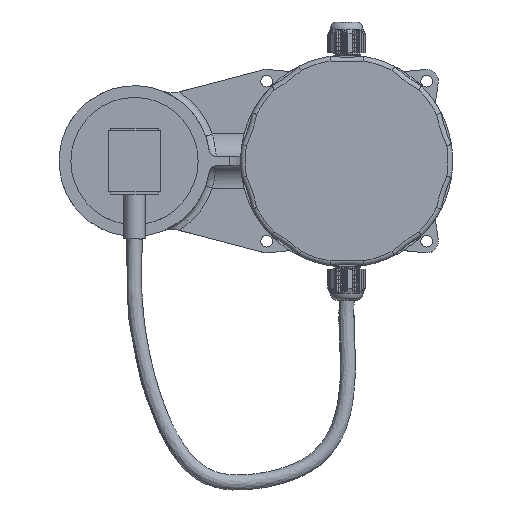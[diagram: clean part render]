
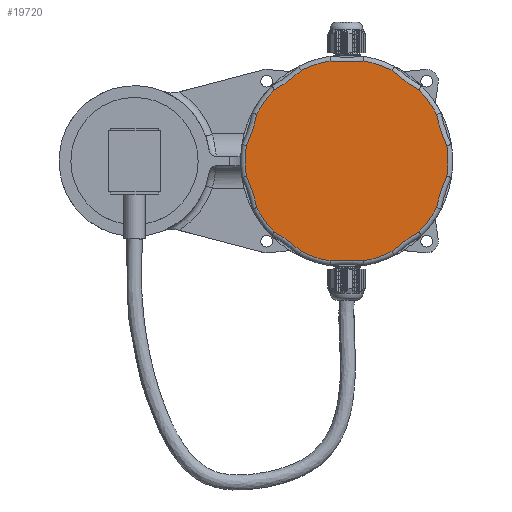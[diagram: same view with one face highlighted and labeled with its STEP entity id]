
A CAD part, top view. The second image highlights one B-rep face of the part: STEP entity #19720.
In plain terms, the highlighted planar face has unit normal (0, 0, 1).
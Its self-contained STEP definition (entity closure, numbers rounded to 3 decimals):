
#663=PLANE('',#21041);
#1375=FACE_OUTER_BOUND('',#2559,.T.);
#2559=EDGE_LOOP('',(#13876,#13877,#13878,#13879,#13880,#13881,#13882,#13883,
#13884,#13885,#13886,#13887,#13888,#13889,#13890,#13891,#13892,#13893,#13894,
#13895));
#3667=CIRCLE('',#20971,43.);
#3669=CIRCLE('',#20974,58.);
#3671=CIRCLE('',#20977,43.);
#3674=CIRCLE('',#20981,58.);
#3676=CIRCLE('',#20984,43.);
#3678=CIRCLE('',#20987,58.);
#3680=CIRCLE('',#20990,43.);
#3682=CIRCLE('',#20993,58.);
#3684=CIRCLE('',#20996,43.);
#3687=CIRCLE('',#21000,58.);
#3689=CIRCLE('',#21003,43.);
#3691=CIRCLE('',#21006,58.);
#3693=CIRCLE('',#21009,43.);
#3695=CIRCLE('',#21012,58.);
#3697=CIRCLE('',#21015,43.);
#3699=CIRCLE('',#21018,58.);
#3701=CIRCLE('',#21021,43.);
#3703=CIRCLE('',#21024,58.);
#3705=CIRCLE('',#21027,43.);
#3707=CIRCLE('',#21030,58.);
#8170=VERTEX_POINT('',#34017);
#8171=VERTEX_POINT('',#34018);
#8174=VERTEX_POINT('',#34052);
#8176=VERTEX_POINT('',#34071);
#8179=VERTEX_POINT('',#34092);
#8181=VERTEX_POINT('',#34111);
#8183=VERTEX_POINT('',#34130);
#8185=VERTEX_POINT('',#34149);
#8187=VERTEX_POINT('',#34168);
#8189=VERTEX_POINT('',#34187);
#8192=VERTEX_POINT('',#34208);
#8194=VERTEX_POINT('',#34227);
#8196=VERTEX_POINT('',#34246);
#8198=VERTEX_POINT('',#34265);
#8200=VERTEX_POINT('',#34284);
#8202=VERTEX_POINT('',#34303);
#8204=VERTEX_POINT('',#34322);
#8206=VERTEX_POINT('',#34341);
#8208=VERTEX_POINT('',#34360);
#8210=VERTEX_POINT('',#34379);
#10305=EDGE_CURVE('',#8170,#8171,#3667,.T.);
#10309=EDGE_CURVE('',#8171,#8174,#3669,.T.);
#10312=EDGE_CURVE('',#8174,#8176,#3671,.T.);
#10316=EDGE_CURVE('',#8176,#8179,#3674,.T.);
#10319=EDGE_CURVE('',#8179,#8181,#3676,.T.);
#10322=EDGE_CURVE('',#8181,#8183,#3678,.T.);
#10325=EDGE_CURVE('',#8183,#8185,#3680,.T.);
#10328=EDGE_CURVE('',#8185,#8187,#3682,.T.);
#10331=EDGE_CURVE('',#8187,#8189,#3684,.T.);
#10335=EDGE_CURVE('',#8189,#8192,#3687,.T.);
#10338=EDGE_CURVE('',#8192,#8194,#3689,.T.);
#10341=EDGE_CURVE('',#8194,#8196,#3691,.T.);
#10344=EDGE_CURVE('',#8196,#8198,#3693,.T.);
#10347=EDGE_CURVE('',#8198,#8200,#3695,.T.);
#10350=EDGE_CURVE('',#8200,#8202,#3697,.T.);
#10353=EDGE_CURVE('',#8202,#8204,#3699,.T.);
#10356=EDGE_CURVE('',#8204,#8206,#3701,.T.);
#10359=EDGE_CURVE('',#8206,#8208,#3703,.T.);
#10362=EDGE_CURVE('',#8208,#8210,#3705,.T.);
#10365=EDGE_CURVE('',#8210,#8170,#3707,.T.);
#13876=ORIENTED_EDGE('',*,*,#10305,.F.);
#13877=ORIENTED_EDGE('',*,*,#10365,.F.);
#13878=ORIENTED_EDGE('',*,*,#10362,.F.);
#13879=ORIENTED_EDGE('',*,*,#10359,.F.);
#13880=ORIENTED_EDGE('',*,*,#10356,.F.);
#13881=ORIENTED_EDGE('',*,*,#10353,.F.);
#13882=ORIENTED_EDGE('',*,*,#10350,.F.);
#13883=ORIENTED_EDGE('',*,*,#10347,.F.);
#13884=ORIENTED_EDGE('',*,*,#10344,.F.);
#13885=ORIENTED_EDGE('',*,*,#10341,.F.);
#13886=ORIENTED_EDGE('',*,*,#10338,.F.);
#13887=ORIENTED_EDGE('',*,*,#10335,.F.);
#13888=ORIENTED_EDGE('',*,*,#10331,.F.);
#13889=ORIENTED_EDGE('',*,*,#10328,.F.);
#13890=ORIENTED_EDGE('',*,*,#10325,.F.);
#13891=ORIENTED_EDGE('',*,*,#10322,.F.);
#13892=ORIENTED_EDGE('',*,*,#10319,.F.);
#13893=ORIENTED_EDGE('',*,*,#10316,.F.);
#13894=ORIENTED_EDGE('',*,*,#10312,.F.);
#13895=ORIENTED_EDGE('',*,*,#10309,.F.);
#19720=ADVANCED_FACE('',(#1375),#663,.T.);
#20971=AXIS2_PLACEMENT_3D('',#34019,#23354,#23355);
#20974=AXIS2_PLACEMENT_3D('',#34053,#23360,#23361);
#20977=AXIS2_PLACEMENT_3D('',#34072,#23366,#23367);
#20981=AXIS2_PLACEMENT_3D('',#34093,#23374,#23375);
#20984=AXIS2_PLACEMENT_3D('',#34112,#23380,#23381);
#20987=AXIS2_PLACEMENT_3D('',#34131,#23386,#23387);
#20990=AXIS2_PLACEMENT_3D('',#34150,#23392,#23393);
#20993=AXIS2_PLACEMENT_3D('',#34169,#23398,#23399);
#20996=AXIS2_PLACEMENT_3D('',#34188,#23404,#23405);
#21000=AXIS2_PLACEMENT_3D('',#34209,#23412,#23413);
#21003=AXIS2_PLACEMENT_3D('',#34228,#23418,#23419);
#21006=AXIS2_PLACEMENT_3D('',#34247,#23424,#23425);
#21009=AXIS2_PLACEMENT_3D('',#34266,#23430,#23431);
#21012=AXIS2_PLACEMENT_3D('',#34285,#23436,#23437);
#21015=AXIS2_PLACEMENT_3D('',#34304,#23442,#23443);
#21018=AXIS2_PLACEMENT_3D('',#34323,#23448,#23449);
#21021=AXIS2_PLACEMENT_3D('',#34342,#23454,#23455);
#21024=AXIS2_PLACEMENT_3D('',#34361,#23460,#23461);
#21027=AXIS2_PLACEMENT_3D('',#34380,#23466,#23467);
#21030=AXIS2_PLACEMENT_3D('',#34397,#23472,#23473);
#21041=AXIS2_PLACEMENT_3D('',#34428,#23504,#23505);
#23354=DIRECTION('center_axis',(0.,0.,-1.));
#23355=DIRECTION('ref_axis',(0.809,0.588,0.));
#23360=DIRECTION('center_axis',(0.,0.,1.));
#23361=DIRECTION('ref_axis',(-0.951,-0.309,0.));
#23366=DIRECTION('center_axis',(0.,0.,-1.));
#23367=DIRECTION('ref_axis',(1.,0.,0.));
#23374=DIRECTION('center_axis',(0.,0.,1.));
#23375=DIRECTION('ref_axis',(-0.951,0.309,0.));
#23380=DIRECTION('center_axis',(0.,0.,-1.));
#23381=DIRECTION('ref_axis',(0.809,-0.588,0.));
#23386=DIRECTION('center_axis',(0.,0.,1.));
#23387=DIRECTION('ref_axis',(-0.588,0.809,0.));
#23392=DIRECTION('center_axis',(0.,0.,-1.));
#23393=DIRECTION('ref_axis',(0.309,-0.951,0.));
#23398=DIRECTION('center_axis',(0.,0.,1.));
#23399=DIRECTION('ref_axis',(0.,1.,0.));
#23404=DIRECTION('center_axis',(0.,0.,-1.));
#23405=DIRECTION('ref_axis',(-0.309,-0.951,0.));
#23412=DIRECTION('center_axis',(0.,0.,1.));
#23413=DIRECTION('ref_axis',(0.588,0.809,0.));
#23418=DIRECTION('center_axis',(0.,0.,-1.));
#23419=DIRECTION('ref_axis',(-0.809,-0.588,0.));
#23424=DIRECTION('center_axis',(0.,0.,1.));
#23425=DIRECTION('ref_axis',(0.951,0.309,0.));
#23430=DIRECTION('center_axis',(0.,0.,-1.));
#23431=DIRECTION('ref_axis',(-1.,0.,0.));
#23436=DIRECTION('center_axis',(0.,0.,1.));
#23437=DIRECTION('ref_axis',(0.951,-0.309,0.));
#23442=DIRECTION('center_axis',(0.,0.,-1.));
#23443=DIRECTION('ref_axis',(-0.809,0.588,0.));
#23448=DIRECTION('center_axis',(0.,0.,1.));
#23449=DIRECTION('ref_axis',(0.588,-0.809,0.));
#23454=DIRECTION('center_axis',(0.,0.,-1.));
#23455=DIRECTION('ref_axis',(-0.309,0.951,0.));
#23460=DIRECTION('center_axis',(0.,0.,1.));
#23461=DIRECTION('ref_axis',(0.,-1.,0.));
#23466=DIRECTION('center_axis',(0.,0.,-1.));
#23467=DIRECTION('ref_axis',(0.309,0.951,0.));
#23472=DIRECTION('center_axis',(0.,0.,1.));
#23473=DIRECTION('ref_axis',(-0.588,-0.809,0.));
#23504=DIRECTION('center_axis',(0.,0.,1.));
#23505=DIRECTION('ref_axis',(-1.,0.,0.));
#34017=CARTESIAN_POINT('',(120.607,30.203,37.));
#34018=CARTESIAN_POINT('',(128.183,19.776,37.));
#34019=CARTESIAN_POINT('Origin',(90.,0.,37.));
#34052=CARTESIAN_POINT('',(132.514,6.445,37.));
#34053=CARTESIAN_POINT('Origin',(185.106,30.902,37.));
#34071=CARTESIAN_POINT('',(132.514,-6.445,37.));
#34072=CARTESIAN_POINT('Origin',(90.,0.,37.));
#34092=CARTESIAN_POINT('',(128.183,-19.776,37.));
#34093=CARTESIAN_POINT('Origin',(185.106,-30.902,37.));
#34111=CARTESIAN_POINT('',(120.607,-30.203,37.));
#34112=CARTESIAN_POINT('Origin',(90.,0.,37.));
#34130=CARTESIAN_POINT('',(109.267,-38.442,37.));
#34131=CARTESIAN_POINT('Origin',(148.779,-80.902,37.));
#34149=CARTESIAN_POINT('',(97.009,-42.425,37.));
#34150=CARTESIAN_POINT('Origin',(90.,0.,37.));
#34168=CARTESIAN_POINT('',(82.991,-42.425,37.));
#34169=CARTESIAN_POINT('Origin',(90.,-100.,37.));
#34187=CARTESIAN_POINT('',(70.733,-38.442,37.));
#34188=CARTESIAN_POINT('Origin',(90.,0.,37.));
#34208=CARTESIAN_POINT('',(59.393,-30.203,37.));
#34209=CARTESIAN_POINT('Origin',(31.221,-80.902,37.));
#34227=CARTESIAN_POINT('',(51.817,-19.776,37.));
#34228=CARTESIAN_POINT('Origin',(90.,0.,37.));
#34246=CARTESIAN_POINT('',(47.486,-6.445,37.));
#34247=CARTESIAN_POINT('Origin',(-5.106,-30.902,37.));
#34265=CARTESIAN_POINT('',(47.486,6.445,37.));
#34266=CARTESIAN_POINT('Origin',(90.,0.,37.));
#34284=CARTESIAN_POINT('',(51.817,19.776,37.));
#34285=CARTESIAN_POINT('Origin',(-5.106,30.902,37.));
#34303=CARTESIAN_POINT('',(59.393,30.203,37.));
#34304=CARTESIAN_POINT('Origin',(90.,0.,37.));
#34322=CARTESIAN_POINT('',(70.733,38.442,37.));
#34323=CARTESIAN_POINT('Origin',(31.221,80.902,37.));
#34341=CARTESIAN_POINT('',(82.991,42.425,37.));
#34342=CARTESIAN_POINT('Origin',(90.,0.,37.));
#34360=CARTESIAN_POINT('',(97.009,42.425,37.));
#34361=CARTESIAN_POINT('Origin',(90.,100.,37.));
#34379=CARTESIAN_POINT('',(109.267,38.442,37.));
#34380=CARTESIAN_POINT('Origin',(90.,0.,37.));
#34397=CARTESIAN_POINT('Origin',(148.779,80.902,37.));
#34428=CARTESIAN_POINT('Origin',(90.,0.,37.));
